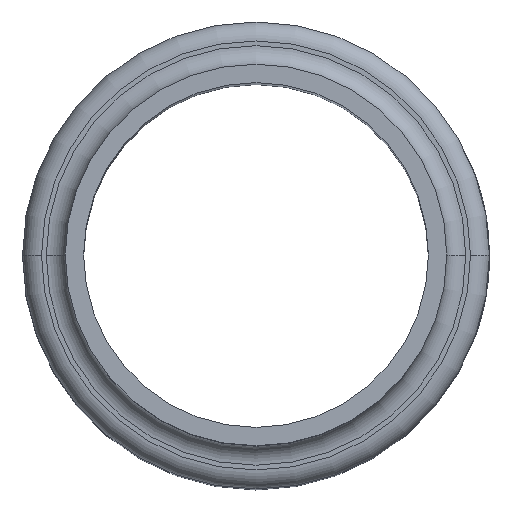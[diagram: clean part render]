
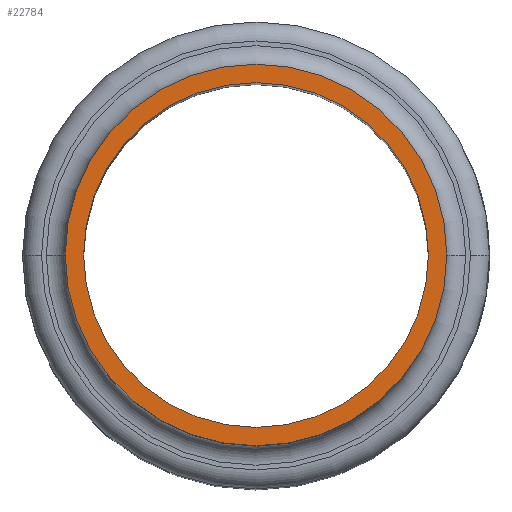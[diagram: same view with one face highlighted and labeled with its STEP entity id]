
A CAD part, top view. The second image highlights one B-rep face of the part: STEP entity #22784.
In plain terms, the highlighted planar face has unit normal (0, 0, 1).
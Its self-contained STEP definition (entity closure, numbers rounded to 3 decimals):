
#167 = CARTESIAN_POINT ( 'NONE',  ( 30.15, 0., 0. ) ) ;
#467 = EDGE_LOOP ( 'NONE', ( #21449, #25899 ) ) ;
#994 = CARTESIAN_POINT ( 'NONE',  ( -30.15, 0., 0. ) ) ;
#1041 = AXIS2_PLACEMENT_3D ( 'NONE', #19064, #8462, #21024 ) ;
#1805 = DIRECTION ( 'NONE',  ( 0., 0., 1. ) ) ;
#1948 = CIRCLE ( 'NONE', #20256, 30.15 ) ;
#2312 = EDGE_CURVE ( 'NONE', #11099, #15765, #1948, .T. ) ;
#3828 = CARTESIAN_POINT ( 'NONE',  ( 0., 0., 0. ) ) ;
#4186 = AXIS2_PLACEMENT_3D ( 'NONE', #15883, #5676, #14193 ) ;
#5676 = DIRECTION ( 'NONE',  ( 0., 0., 1. ) ) ;
#6084 = CARTESIAN_POINT ( 'NONE',  ( 27.25, 0., 0. ) ) ;
#6170 = EDGE_CURVE ( 'NONE', #15765, #11099, #16259, .T. ) ;
#6703 = EDGE_LOOP ( 'NONE', ( #10681, #15519 ) ) ;
#7192 = DIRECTION ( 'NONE',  ( -1., 0., 0. ) ) ;
#7609 = CARTESIAN_POINT ( 'NONE',  ( 0., 28.25, 0. ) ) ;
#7751 = DIRECTION ( 'NONE',  ( 0., 0., 1. ) ) ;
#8462 = DIRECTION ( 'NONE',  ( 0., 0., 1. ) ) ;
#8618 = CIRCLE ( 'NONE', #1041, 27.25 ) ;
#9154 = FACE_BOUND ( 'NONE', #6703, .T. ) ;
#9434 = PLANE ( 'NONE',  #16789 ) ;
#10681 = ORIENTED_EDGE ( 'NONE', *, *, #27495, .F. ) ;
#10947 = EDGE_CURVE ( 'NONE', #23520, #26597, #8618, .T. ) ;
#11072 = CIRCLE ( 'NONE', #21749, 27.25 ) ;
#11099 = VERTEX_POINT ( 'NONE', #167 ) ;
#11250 = CARTESIAN_POINT ( 'NONE',  ( -27.25, 0., 0. ) ) ;
#14193 = DIRECTION ( 'NONE',  ( 1., 0., 0. ) ) ;
#15519 = ORIENTED_EDGE ( 'NONE', *, *, #10947, .F. ) ;
#15765 = VERTEX_POINT ( 'NONE', #994 ) ;
#15883 = CARTESIAN_POINT ( 'NONE',  ( 0., 0., 0. ) ) ;
#16259 = CIRCLE ( 'NONE', #4186, 30.15 ) ;
#16789 = AXIS2_PLACEMENT_3D ( 'NONE', #7609, #21980, #7192 ) ;
#19064 = CARTESIAN_POINT ( 'NONE',  ( 0., 0., 0. ) ) ;
#20184 = FACE_OUTER_BOUND ( 'NONE', #467, .T. ) ;
#20256 = AXIS2_PLACEMENT_3D ( 'NONE', #24728, #1805, #20543 ) ;
#20543 = DIRECTION ( 'NONE',  ( 1., 0., 0. ) ) ;
#20733 = DIRECTION ( 'NONE',  ( 1., 0., 0. ) ) ;
#21024 = DIRECTION ( 'NONE',  ( 1., 0., 0. ) ) ;
#21449 = ORIENTED_EDGE ( 'NONE', *, *, #2312, .T. ) ;
#21749 = AXIS2_PLACEMENT_3D ( 'NONE', #3828, #7751, #20733 ) ;
#21980 = DIRECTION ( 'NONE',  ( 0., 0., -1. ) ) ;
#22784 = ADVANCED_FACE ( 'NONE', ( #9154, #20184 ), #9434, .F. ) ;
#23520 = VERTEX_POINT ( 'NONE', #11250 ) ;
#24728 = CARTESIAN_POINT ( 'NONE',  ( 0., 0., 0. ) ) ;
#25899 = ORIENTED_EDGE ( 'NONE', *, *, #6170, .T. ) ;
#26597 = VERTEX_POINT ( 'NONE', #6084 ) ;
#27495 = EDGE_CURVE ( 'NONE', #26597, #23520, #11072, .T. ) ;
